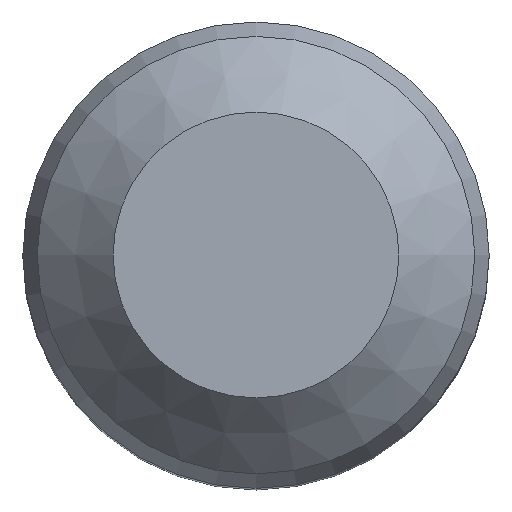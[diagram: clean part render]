
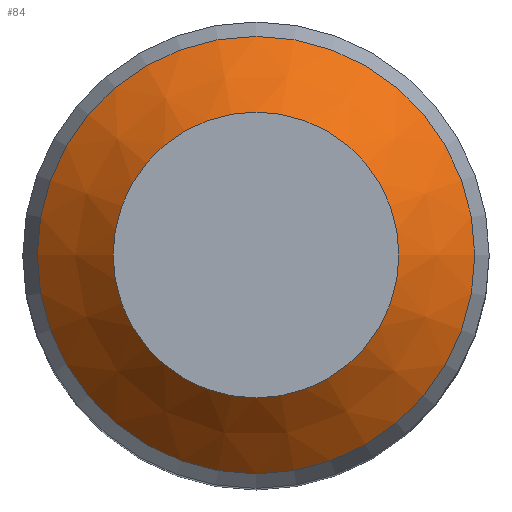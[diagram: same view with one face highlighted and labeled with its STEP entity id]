
A CAD part, top view. The second image highlights one B-rep face of the part: STEP entity #84.
In plain terms, the highlighted conical face has half-angle 45 degrees and reference radius 1.622 mm.
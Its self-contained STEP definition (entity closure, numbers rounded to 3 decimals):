
#84=ADVANCED_FACE('',(#108,#109),#90,.T.);
#90=CONICAL_SURFACE('',#726,1.622,45.);
#108=FACE_BOUND('',#138,.T.);
#109=FACE_BOUND('',#139,.T.);
#138=EDGE_LOOP('',(#206));
#139=EDGE_LOOP('',(#207));
#206=ORIENTED_EDGE('',*,*,#268,.F.);
#207=ORIENTED_EDGE('',*,*,#269,.F.);
#234=VERTEX_POINT('',#1010);
#235=VERTEX_POINT('',#1013);
#268=EDGE_CURVE('',#234,#234,#282,.T.);
#269=EDGE_CURVE('',#235,#235,#283,.T.);
#282=CIRCLE('',#723,0.945);
#283=CIRCLE('',#725,1.446);
#723=AXIS2_PLACEMENT_3D('',#1009,#857,#858);
#725=AXIS2_PLACEMENT_3D('',#1012,#861,#862);
#726=AXIS2_PLACEMENT_3D('',#1014,#863,#864);
#857=DIRECTION('',(0.,0.,1.));
#858=DIRECTION('',(-1.,0.,0.));
#861=DIRECTION('',(0.,0.,-1.));
#862=DIRECTION('',(1.,0.,0.));
#863=DIRECTION('',(0.,0.,-1.));
#864=DIRECTION('',(-1.,0.,0.));
#1009=CARTESIAN_POINT('',(0.,0.,56.1));
#1010=CARTESIAN_POINT('',(-0.945,0.,56.1));
#1012=CARTESIAN_POINT('',(0.,0.,55.599));
#1013=CARTESIAN_POINT('',(1.446,0.,55.599));
#1014=CARTESIAN_POINT('',(0.,0.,55.423));
